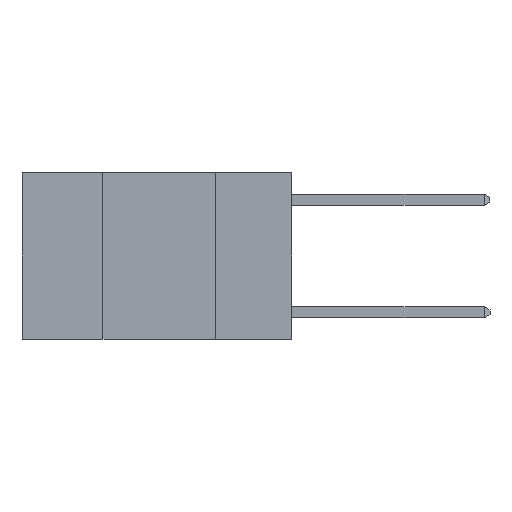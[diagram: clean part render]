
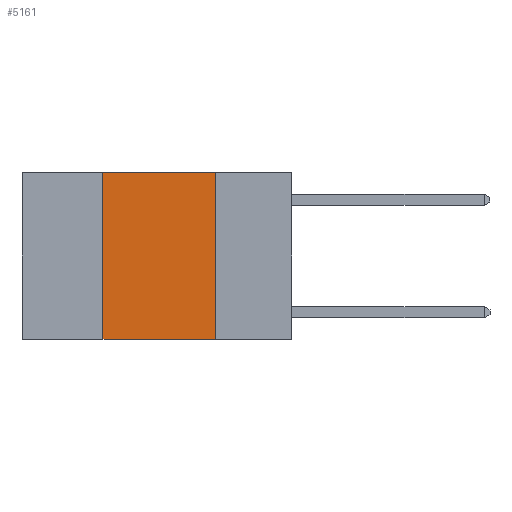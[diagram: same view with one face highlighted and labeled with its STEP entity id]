
A CAD part, left-side view. The second image highlights one B-rep face of the part: STEP entity #5161.
In plain terms, the highlighted planar face has unit normal (-1, 0, 0).
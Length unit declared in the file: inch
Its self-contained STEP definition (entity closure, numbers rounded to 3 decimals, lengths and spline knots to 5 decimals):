
#13 = CARTESIAN_POINT ( 'NONE',  ( 0., 0.17, -0.37 ) ) ;
#312 = CARTESIAN_POINT ( 'NONE',  ( 0., 0.17, 0. ) ) ;
#740 = CARTESIAN_POINT ( 'NONE',  ( 0., 0.17, 0. ) ) ;
#953 = VECTOR ( 'NONE', #1016, 39.37008 ) ;
#1016 = DIRECTION ( 'NONE',  ( 0., 0., -1. ) ) ;
#1332 = ORIENTED_EDGE ( 'NONE', *, *, #7248, .T. ) ;
#1342 = VERTEX_POINT ( 'NONE', #13 ) ;
#1805 = LINE ( 'NONE', #7686, #3544 ) ;
#1927 = CARTESIAN_POINT ( 'NONE',  ( 0., 0.6, -0.37 ) ) ;
#1982 = VERTEX_POINT ( 'NONE', #740 ) ;
#2243 = CARTESIAN_POINT ( 'NONE',  ( 0., 0.6, 0. ) ) ;
#2430 = CARTESIAN_POINT ( 'NONE',  ( 0., 0.42, -0.37 ) ) ;
#2482 = CARTESIAN_POINT ( 'NONE',  ( 0., 0.6, 0. ) ) ;
#3152 = DIRECTION ( 'NONE',  ( 0., 0., -1. ) ) ;
#3544 = VECTOR ( 'NONE', #8392, 39.37008 ) ;
#3621 = ORIENTED_EDGE ( 'NONE', *, *, #5743, .F. ) ;
#4177 = FACE_OUTER_BOUND ( 'NONE', #6016, .T. ) ;
#4363 = EDGE_CURVE ( 'NONE', #1982, #1342, #6541, .T. ) ;
#4474 = ORIENTED_EDGE ( 'NONE', *, *, #5612, .F. ) ;
#4613 = VECTOR ( 'NONE', #6241, 39.37008 ) ;
#5106 = VERTEX_POINT ( 'NONE', #2430 ) ;
#5161 = ADVANCED_FACE ( 'NONE', ( #4177 ), #6524, .F. ) ;
#5163 = LINE ( 'NONE', #1927, #6747 ) ;
#5612 = EDGE_CURVE ( 'NONE', #5890, #1982, #8410, .T. ) ;
#5743 = EDGE_CURVE ( 'NONE', #5106, #5890, #1805, .T. ) ;
#5830 = CARTESIAN_POINT ( 'NONE',  ( 0., 0.42, 0. ) ) ;
#5890 = VERTEX_POINT ( 'NONE', #5830 ) ;
#5940 = DIRECTION ( 'NONE',  ( 0., -1., 0. ) ) ;
#6016 = EDGE_LOOP ( 'NONE', ( #6267, #4474, #3621, #1332 ) ) ;
#6241 = DIRECTION ( 'NONE',  ( 0., -1., 0. ) ) ;
#6267 = ORIENTED_EDGE ( 'NONE', *, *, #4363, .F. ) ;
#6373 = AXIS2_PLACEMENT_3D ( 'NONE', #2482, #7172, #3152 ) ;
#6524 = PLANE ( 'NONE',  #6373 ) ;
#6541 = LINE ( 'NONE', #312, #953 ) ;
#6747 = VECTOR ( 'NONE', #5940, 39.37008 ) ;
#7172 = DIRECTION ( 'NONE',  ( 1., 0., 0. ) ) ;
#7248 = EDGE_CURVE ( 'NONE', #5106, #1342, #5163, .T. ) ;
#7686 = CARTESIAN_POINT ( 'NONE',  ( 0., 0.42, 0. ) ) ;
#8392 = DIRECTION ( 'NONE',  ( 0., 0., 1. ) ) ;
#8410 = LINE ( 'NONE', #2243, #4613 ) ;
